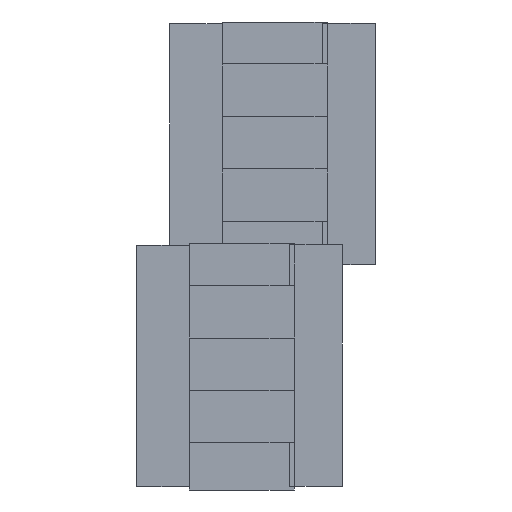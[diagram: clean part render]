
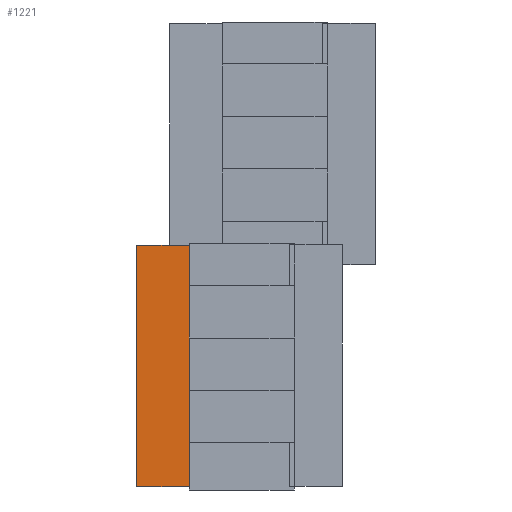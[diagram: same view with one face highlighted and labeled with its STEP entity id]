
A CAD part, left-side view. The second image highlights one B-rep face of the part: STEP entity #1221.
In plain terms, the highlighted planar face has unit normal (-1, 0, 0).
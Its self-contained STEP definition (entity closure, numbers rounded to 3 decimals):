
#65=FACE_OUTER_BOUND('',#133,.T.);
#133=EDGE_LOOP('',(#969,#970,#971,#972));
#257=LINE('',#1846,#425);
#258=LINE('',#1848,#426);
#259=LINE('',#1850,#427);
#260=LINE('',#1851,#428);
#425=VECTOR('',#1516,10.);
#426=VECTOR('',#1517,10.);
#427=VECTOR('',#1518,10.);
#428=VECTOR('',#1519,10.);
#561=VERTEX_POINT('',#1844);
#562=VERTEX_POINT('',#1845);
#563=VERTEX_POINT('',#1847);
#564=VERTEX_POINT('',#1849);
#705=EDGE_CURVE('',#561,#562,#257,.T.);
#706=EDGE_CURVE('',#561,#563,#258,.T.);
#707=EDGE_CURVE('',#564,#563,#259,.T.);
#708=EDGE_CURVE('',#562,#564,#260,.T.);
#969=ORIENTED_EDGE('',*,*,#705,.F.);
#970=ORIENTED_EDGE('',*,*,#706,.T.);
#971=ORIENTED_EDGE('',*,*,#707,.F.);
#972=ORIENTED_EDGE('',*,*,#708,.F.);
#1153=PLANE('',#1308);
#1221=ADVANCED_FACE('',(#65),#1153,.T.);
#1308=AXIS2_PLACEMENT_3D('',#1843,#1514,#1515);
#1514=DIRECTION('center_axis',(-1.,0.,0.));
#1515=DIRECTION('ref_axis',(0.,0.,1.));
#1516=DIRECTION('',(0.,0.,-1.));
#1517=DIRECTION('',(0.,1.,0.));
#1518=DIRECTION('',(0.,0.,1.));
#1519=DIRECTION('',(0.,1.,0.));
#1843=CARTESIAN_POINT('Origin',(-59.,13.133,-65.276));
#1844=CARTESIAN_POINT('',(-59.,13.133,-42.276));
#1845=CARTESIAN_POINT('',(-59.,13.133,-65.276));
#1846=CARTESIAN_POINT('',(-59.,13.133,-42.276));
#1847=CARTESIAN_POINT('',(-59.,18.133,-42.276));
#1848=CARTESIAN_POINT('',(-59.,13.133,-42.276));
#1849=CARTESIAN_POINT('',(-59.,18.133,-65.276));
#1850=CARTESIAN_POINT('',(-59.,18.133,-45.276));
#1851=CARTESIAN_POINT('',(-59.,13.133,-65.276));
